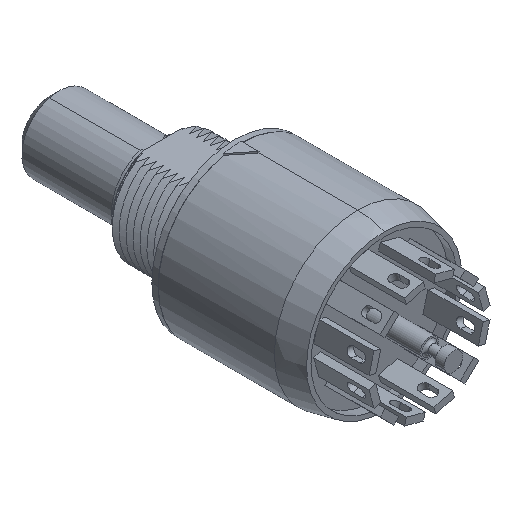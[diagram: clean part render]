
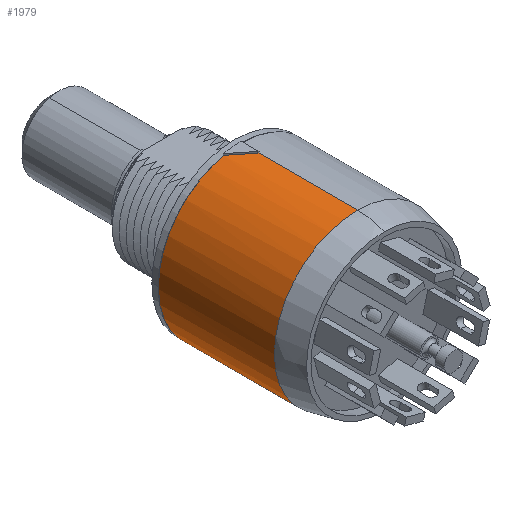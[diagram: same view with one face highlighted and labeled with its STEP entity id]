
A CAD part, isometric view. The second image highlights one B-rep face of the part: STEP entity #1979.
In plain terms, the highlighted cylindrical face has radius 7.137 mm (diameter 14.275 mm), a partial arc.
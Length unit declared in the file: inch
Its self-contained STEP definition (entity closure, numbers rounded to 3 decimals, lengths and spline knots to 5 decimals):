
#280=DIRECTION('',(0.,-1.,0.));
#281=VECTOR('',#280,0.393);
#282=CARTESIAN_POINT('',(0.,0.12,-0.281));
#283=LINE('',#282,#281);
#284=CARTESIAN_POINT('',(-0.06,0.12,0.27452));
#285=CARTESIAN_POINT('',(-0.04012,0.10012,
0.27886));
#286=CARTESIAN_POINT('',(-0.02012,0.08012,0.281));
#287=CARTESIAN_POINT('',(0.,0.06,0.281));
#289=DIRECTION('',(0.,-1.,0.));
#290=VECTOR('',#289,0.333);
#291=CARTESIAN_POINT('',(0.,0.06,0.281));
#292=LINE('',#291,#290);
#293=CARTESIAN_POINT('',(0.,-0.273,0.));
#294=DIRECTION('',(0.,1.,0.));
#295=DIRECTION('',(0.,0.,-1.));
#296=AXIS2_PLACEMENT_3D('',#293,#294,#295);
#312=CARTESIAN_POINT('',(0.,0.12,0.));
#313=DIRECTION('',(0.,-1.,0.));
#314=DIRECTION('',(-0.214,0.,0.977));
#315=AXIS2_PLACEMENT_3D('',#312,#313,#314);
#1639=CARTESIAN_POINT('',(0.,-0.273,0.281));
#1640=CARTESIAN_POINT('',(0.,-0.273,-0.281));
#1641=VERTEX_POINT('',#1639);
#1642=VERTEX_POINT('',#1640);
#1643=CARTESIAN_POINT('',(0.,0.06,0.281));
#1644=VERTEX_POINT('',#1643);
#1647=CARTESIAN_POINT('',(0.,0.12,-0.281));
#1648=VERTEX_POINT('',#1647);
#1649=CARTESIAN_POINT('',(-0.06,0.12,0.27452));
#1650=VERTEX_POINT('',#1649);
#1964=CARTESIAN_POINT('',(0.,0.392,0.));
#1965=DIRECTION('',(0.,1.,0.));
#1966=DIRECTION('',(0.,0.,1.));
#1967=AXIS2_PLACEMENT_3D('',#1964,#1965,#1966);
#1968=CYLINDRICAL_SURFACE('',#1967,0.281);
#1970=ORIENTED_EDGE('',*,*,#1969,.F.);
#1971=ORIENTED_EDGE('',*,*,#1947,.F.);
#1973=ORIENTED_EDGE('',*,*,#1972,.F.);
#1975=ORIENTED_EDGE('',*,*,#1974,.T.);
#1976=ORIENTED_EDGE('',*,*,#1941,.T.);
#1977=EDGE_LOOP('',(#1970,#1971,#1973,#1975,#1976));
#1978=FACE_OUTER_BOUND('',#1977,.F.);
#1979=ADVANCED_FACE('',(#1978),#1968,.T.);
#288=B_SPLINE_CURVE_WITH_KNOTS('',3,(#284,#285,#286,#287),.UNSPECIFIED.,.F.,.F.,
(4,4),(0.,1.),.UNSPECIFIED.);
#297=CIRCLE('',#296,0.281);
#316=CIRCLE('',#315,0.281);
#1941=EDGE_CURVE('',#1644,#1641,#292,.T.);
#1947=EDGE_CURVE('',#1648,#1642,#283,.T.);
#1969=EDGE_CURVE('',#1642,#1641,#297,.T.);
#1972=EDGE_CURVE('',#1650,#1648,#316,.T.);
#1974=EDGE_CURVE('',#1650,#1644,#288,.T.);
